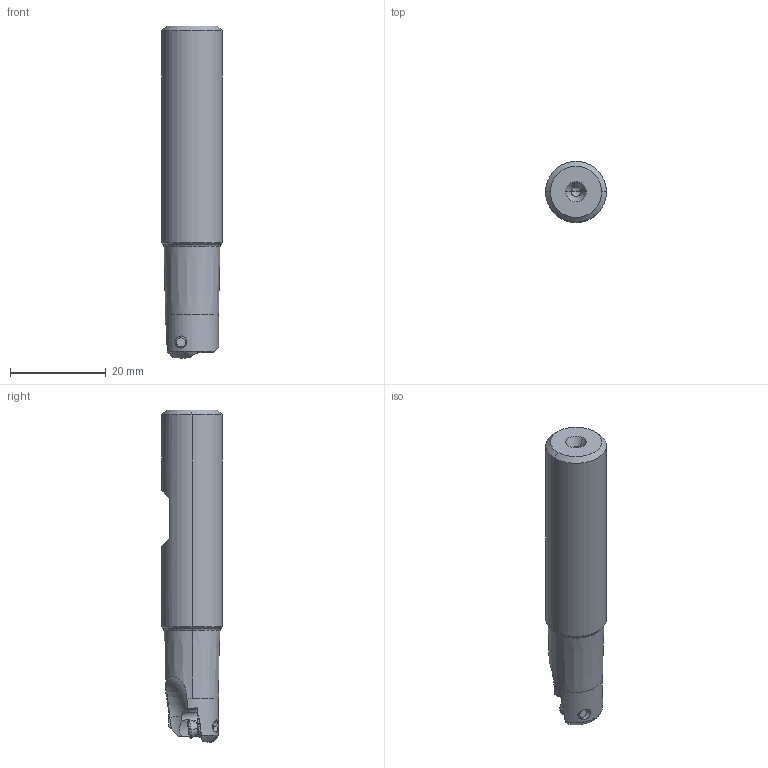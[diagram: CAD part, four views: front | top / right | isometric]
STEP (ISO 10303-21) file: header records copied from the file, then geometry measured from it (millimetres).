
FILE_DESCRIPTION(/* description */ (''),/* implementation_level */ '2;1');
FILE_NAME(/* name */ 'BRP3UNR081W08.stp',/* time_stamp */ '2017-10-10T12:57:59+09:00',/* author */ (''),/* organization */ (''),/* preprocessor_version */ 'ST-DEVELOPER v16',/* originating_system */ 'SIEMENS PLM Software NX 10.0',/* authorisation */ '');
FILE_SCHEMA (('AUTOMOTIVE_DESIGN { 1 0 10303 214 3 1 1 1 }'));
Length unit declared in the file: millimetre
Products named in the file (1): BRP3UNR081W08_ASM
Bounding box: 12.7 x 12.7 x 69.29 mm (x, y, z)
Volume: 7523.2 mm3; surface area: 2929.4 mm2
Topology: 2 solids, 2 shells, 96 faces, 278 edges, 186 vertices
Faces by surface type: cylinder 38, plane 24, cone 22, torus 8, bspline 2, sphere 2
Entity records: 3819 total; most frequent: CARTESIAN_POINT 1174, DIRECTION 560, ORIENTED_EDGE 548, EDGE_CURVE 274, AXIS2_PLACEMENT_3D 238, VERTEX_POINT 186, CIRCLE 117, EDGE_LOOP 102
